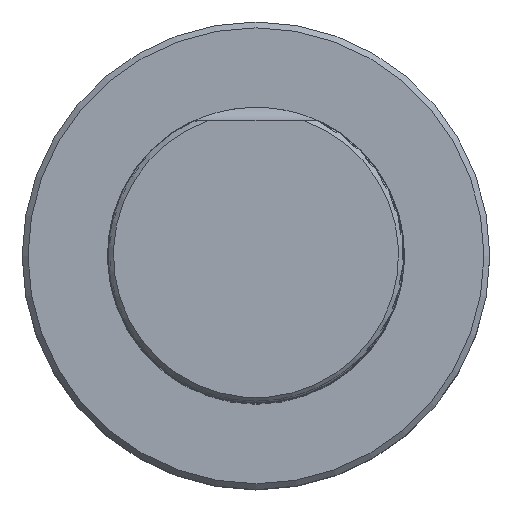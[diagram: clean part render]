
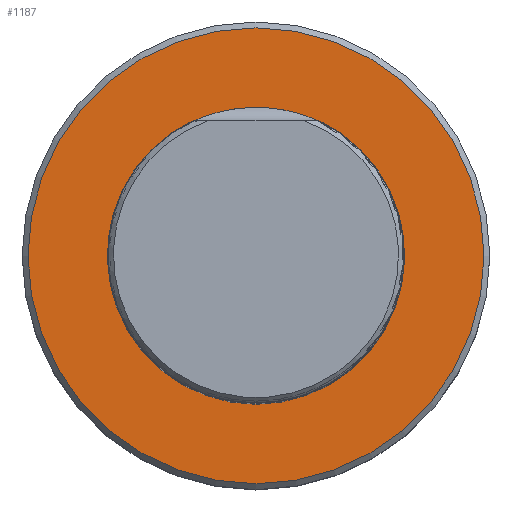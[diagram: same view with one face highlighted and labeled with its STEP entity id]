
A CAD part, top view. The second image highlights one B-rep face of the part: STEP entity #1187.
In plain terms, the highlighted face is planar.
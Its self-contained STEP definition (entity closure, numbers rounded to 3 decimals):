
#305=FACE_BOUND('',#2203,.T.);
#306=FACE_BOUND('',#2204,.T.);
#719=CIRCLE('',#7537,25.396);
#721=CIRCLE('',#7540,39.);
#1187=ADVANCED_FACE('TB_IB_SU_4',(#305,#306),#1566,.T.);
#1566=PLANE('',#7544);
#2203=EDGE_LOOP('',(#3095));
#2204=EDGE_LOOP('',(#3096));
#3095=ORIENTED_EDGE('',*,*,#5583,.T.);
#3096=ORIENTED_EDGE('',*,*,#5581,.T.);
#4829=VERTEX_POINT('',#13856);
#4831=VERTEX_POINT('',#13861);
#5581=EDGE_CURVE('',#4829,#4829,#719,.T.);
#5583=EDGE_CURVE('',#4831,#4831,#721,.T.);
#7537=AXIS2_PLACEMENT_3D('',#13855,#8599,#8600);
#7540=AXIS2_PLACEMENT_3D('',#13860,#8605,#8606);
#7544=AXIS2_PLACEMENT_3D('',#13866,#8613,#8614);
#8599=DIRECTION('',(0.,-1.,0.));
#8600=DIRECTION('',(0.,0.,-1.));
#8605=DIRECTION('',(0.,1.,0.));
#8606=DIRECTION('',(0.,0.,1.));
#8613=DIRECTION('',(0.,1.,0.));
#8614=DIRECTION('',(0.,0.,1.));
#13855=CARTESIAN_POINT('',(0.,0.,0.));
#13856=CARTESIAN_POINT('',(0.,0.,-25.396));
#13860=CARTESIAN_POINT('',(0.,0.,0.));
#13861=CARTESIAN_POINT('',(0.,0.,39.));
#13866=CARTESIAN_POINT('',(0.,0.,0.));
